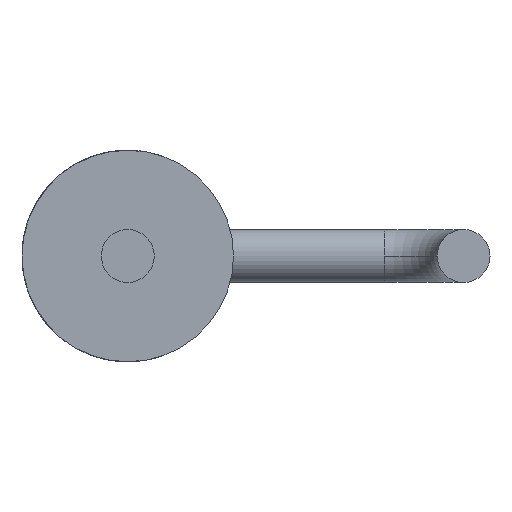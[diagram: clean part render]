
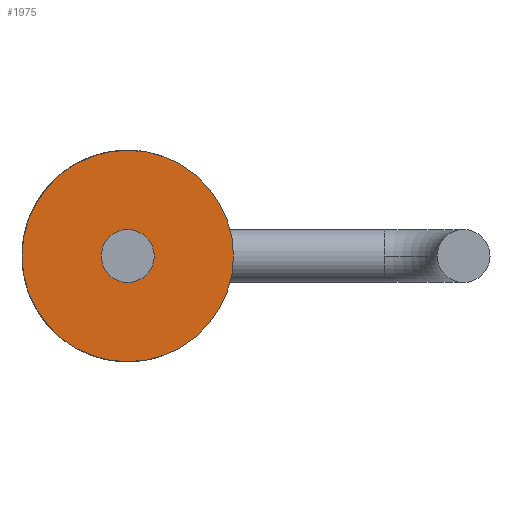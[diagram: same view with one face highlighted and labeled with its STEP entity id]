
A CAD part, front view. The second image highlights one B-rep face of the part: STEP entity #1975.
In plain terms, the highlighted planar face has unit normal (0, -1, 0).
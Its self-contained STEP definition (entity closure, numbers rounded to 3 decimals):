
#457 = EDGE_CURVE ( 'NONE', #2603, #3550, #4941, .T. ) ;
#647 = EDGE_CURVE ( 'NONE', #3002, #4943, #865, .T. ) ;
#668 = ORIENTED_EDGE ( 'NONE', *, *, #2064, .F. ) ;
#689 = PLANE ( 'NONE',  #4629 ) ;
#865 = CIRCLE ( 'NONE', #2229, 0.5 ) ;
#1024 = CARTESIAN_POINT ( 'NONE',  ( -0.5, 1., 0. ) ) ;
#1344 = CIRCLE ( 'NONE', #3289, 0.5 ) ;
#1345 = ORIENTED_EDGE ( 'NONE', *, *, #457, .F. ) ;
#1518 = CIRCLE ( 'NONE', #2486, 2. ) ;
#1534 = FACE_OUTER_BOUND ( 'NONE', #4511, .T. ) ;
#1852 = CARTESIAN_POINT ( 'NONE',  ( 0., 1., 0. ) ) ;
#1975 = ADVANCED_FACE ( 'NONE', ( #2995, #1534 ), #689, .F. ) ;
#2029 = CARTESIAN_POINT ( 'NONE',  ( 0., 1., 0. ) ) ;
#2064 = EDGE_CURVE ( 'NONE', #4943, #3002, #1344, .T. ) ;
#2160 = DIRECTION ( 'NONE',  ( 0., 1., 0. ) ) ;
#2229 = AXIS2_PLACEMENT_3D ( 'NONE', #4442, #4086, #2897 ) ;
#2302 = DIRECTION ( 'NONE',  ( 0., 1., 0. ) ) ;
#2486 = AXIS2_PLACEMENT_3D ( 'NONE', #4434, #2160, #3226 ) ;
#2503 = ORIENTED_EDGE ( 'NONE', *, *, #647, .F. ) ;
#2603 = VERTEX_POINT ( 'NONE', #4157 ) ;
#2725 = CARTESIAN_POINT ( 'NONE',  ( 0.5, 1., 0. ) ) ;
#2803 = EDGE_CURVE ( 'NONE', #3550, #2603, #1518, .T. ) ;
#2897 = DIRECTION ( 'NONE',  ( 0., 0., 1. ) ) ;
#2995 = FACE_BOUND ( 'NONE', #4682, .T. ) ;
#3002 = VERTEX_POINT ( 'NONE', #1024 ) ;
#3110 = CARTESIAN_POINT ( 'NONE',  ( 0., 1., 0. ) ) ;
#3226 = DIRECTION ( 'NONE',  ( 0., 0., 1. ) ) ;
#3289 = AXIS2_PLACEMENT_3D ( 'NONE', #3110, #4235, #3422 ) ;
#3355 = AXIS2_PLACEMENT_3D ( 'NONE', #2029, #3975, #3583 ) ;
#3422 = DIRECTION ( 'NONE',  ( 0., 0., 1. ) ) ;
#3550 = VERTEX_POINT ( 'NONE', #4637 ) ;
#3583 = DIRECTION ( 'NONE',  ( 0., 0., 1. ) ) ;
#3975 = DIRECTION ( 'NONE',  ( 0., 1., 0. ) ) ;
#4086 = DIRECTION ( 'NONE',  ( 0., -1., 0. ) ) ;
#4157 = CARTESIAN_POINT ( 'NONE',  ( 0., 1., 2. ) ) ;
#4235 = DIRECTION ( 'NONE',  ( 0., -1., 0. ) ) ;
#4434 = CARTESIAN_POINT ( 'NONE',  ( 0., 1., 0. ) ) ;
#4442 = CARTESIAN_POINT ( 'NONE',  ( 0., 1., 0. ) ) ;
#4511 = EDGE_LOOP ( 'NONE', ( #4955, #1345 ) ) ;
#4629 = AXIS2_PLACEMENT_3D ( 'NONE', #1852, #2302, #4916 ) ;
#4637 = CARTESIAN_POINT ( 'NONE',  ( 0., 1., -2. ) ) ;
#4682 = EDGE_LOOP ( 'NONE', ( #668, #2503 ) ) ;
#4916 = DIRECTION ( 'NONE',  ( 0., 0., 1. ) ) ;
#4941 = CIRCLE ( 'NONE', #3355, 2. ) ;
#4943 = VERTEX_POINT ( 'NONE', #2725 ) ;
#4955 = ORIENTED_EDGE ( 'NONE', *, *, #2803, .F. ) ;
